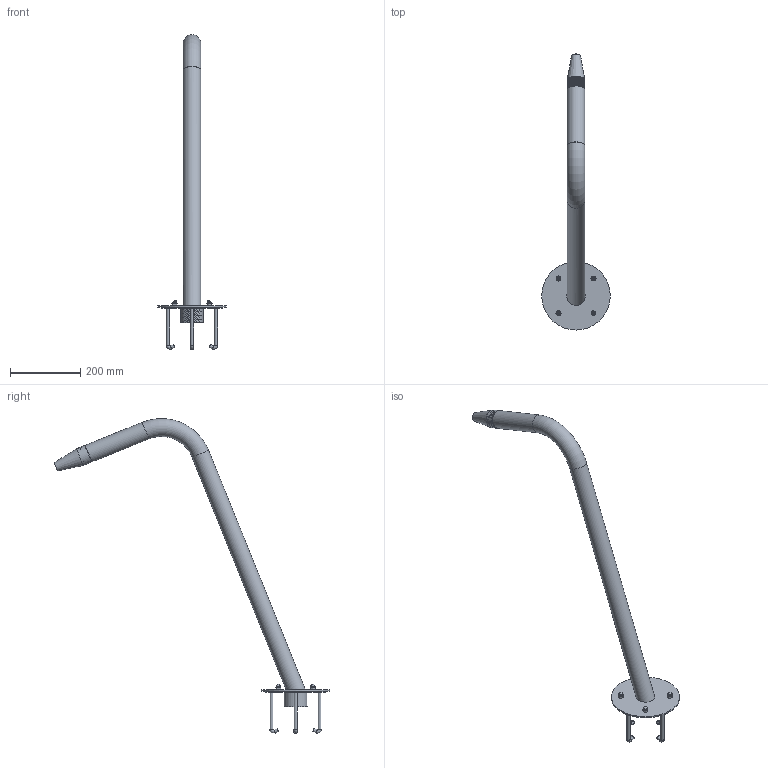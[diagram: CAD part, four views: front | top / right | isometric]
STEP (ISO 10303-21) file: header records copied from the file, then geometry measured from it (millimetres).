
FILE_DESCRIPTION(('STEP AP214'), '1');
FILE_NAME('P01-31 Ïóøêà', '2025-03-18T10:09:52', ('Runwill'), (''), 'C3D Converter', 'C3D Toolkit', '');
FILE_SCHEMA(('AUTOMOTIVE_DESIGN { 1 0 10303 214 3 1 1}'));
Length unit declared in the file: millimetre
Assembly tree (7 placements, depth 2):
  (unnamed)
    (unnamed)
    (unnamed)
    (unnamed)
    (unnamed)  x4
Bounding box: 195 x 785.89 x 896.8 mm (x, y, z)
Volume: 516302.5 mm3; surface area: 534151.7 mm2
Topology: 13 solids, 13 shells, 207 faces, 449 edges, 280 vertices
Faces by surface type: cylinder 79, plane 68, cone 30, torus 18, bspline 8, sphere 4
Full cylindrical faces by diameter (mm): 6.917 x4, 8 x4, 8.5 x8, 9.4 x8, 10 x8, 12.5 x4, 41.8 x1, 47.8 x2, 50.8 x3, 53 x1, 65 x1, 173 x1, 195 x1
Entity records: 22165 total; most frequent: CARTESIAN_POINT 18976, DIRECTION 538, ORIENTED_EDGE 506, EDGE_CURVE 253, AXIS2_PLACEMENT_3D 244, EDGE_LOOP 237, VERTEX_POINT 197, ADVANCED_FACE 147
